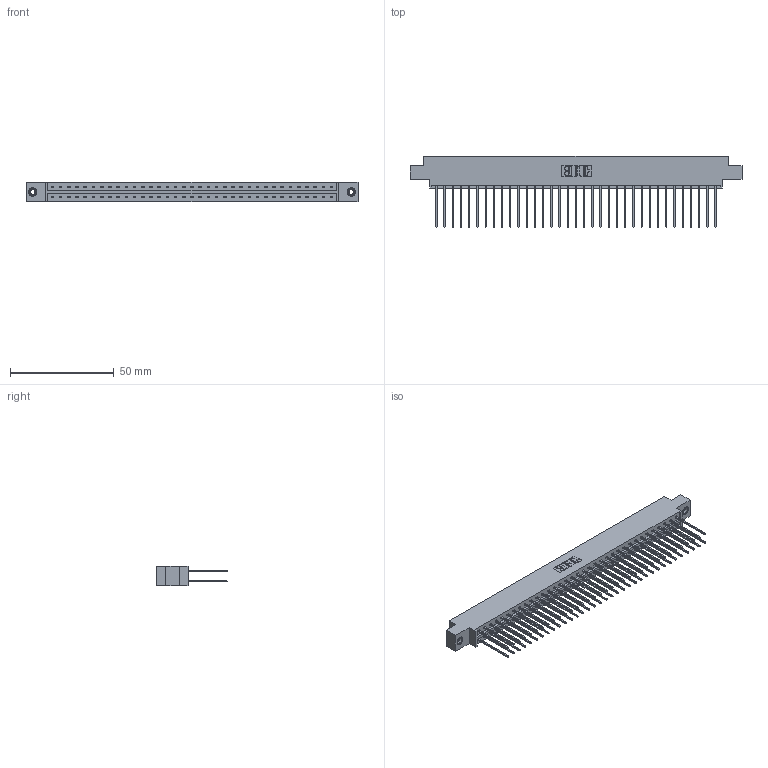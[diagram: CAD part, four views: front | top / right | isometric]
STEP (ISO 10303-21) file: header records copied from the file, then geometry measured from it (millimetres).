
FILE_DESCRIPTION (( 'STEP AP203' ), '1' );
FILE_NAME ('333-070-541-808.STEP', '2018-08-04T14:54:41', ( '' ), ( '' ), 'SwSTEP 2.0', 'SolidWorks 2016', '' );
FILE_SCHEMA (( 'CONFIG_CONTROL_DESIGN' ));
Length unit declared in the file: inch
Products named in the file (4): 333-070-541-808; 333 Part_Offset - .156 Dia - TI; 345-292-001_345-293-141; 345-250-001_345-250-003-102
Assembly tree (73 placements, depth 2):
  333-070-541-808
    333 Part_Offset - .156 Dia - TI
    345-292-001_345-293-141  x70
    345-250-001_345-250-003-102  x2
Bounding box: 160.22 x 34.3 x 9.4 mm (x, y, z)
Volume: 16459.7 mm3; surface area: 21626.6 mm2
Topology: 73 solids, 73 shells, 3818 faces, 11309 edges, 7438 vertices
Faces by surface type: plane 2626, cylinder 1176, cone 12, torus 4
Entity records: 24758 total; most frequent: CARTESIAN_POINT 4097, ORIENTED_EDGE 4026, DIRECTION 3543, EDGE_CURVE 2013, LINE 1865, VECTOR 1865, VERTEX_POINT 1336, AXIS2_PLACEMENT_3D 839
